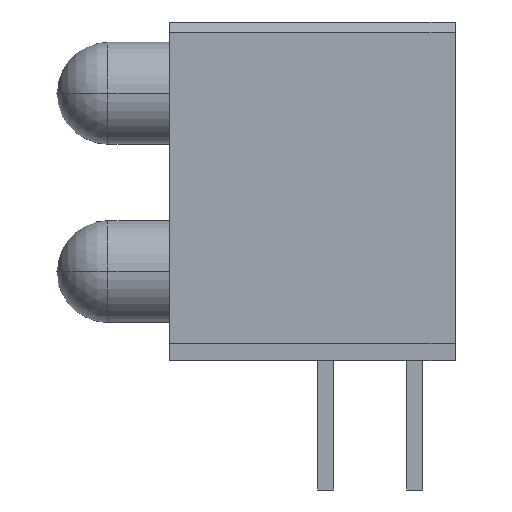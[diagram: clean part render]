
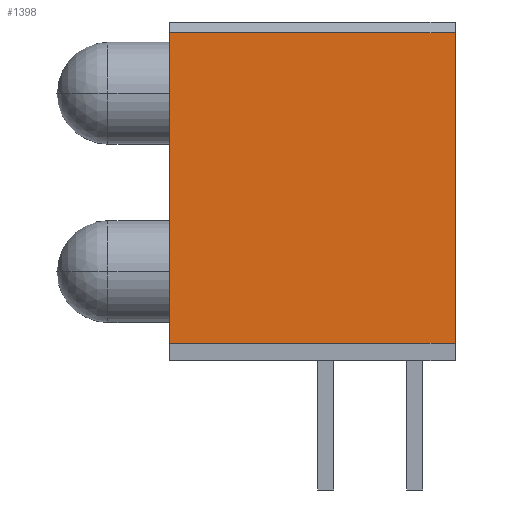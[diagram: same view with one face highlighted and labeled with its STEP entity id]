
A CAD part, front view. The second image highlights one B-rep face of the part: STEP entity #1398.
In plain terms, the highlighted planar face has unit normal (0, -1, 0).
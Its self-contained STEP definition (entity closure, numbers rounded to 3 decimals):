
#1342=CARTESIAN_POINT('',(2.413,-2.16,0.5));
#1343=VERTEX_POINT('',#1342);
#1344=CARTESIAN_POINT('',(-5.715,-2.16,0.5));
#1345=VERTEX_POINT('',#1344);
#1346=CARTESIAN_POINT('',(2.413,-2.16,0.5));
#1347=DIRECTION('',(-1.0,0.0,0.0));
#1348=VECTOR('',#1347,8.128);
#1349=LINE('',#1346,#1348);
#1350=EDGE_CURVE('',#1343,#1345,#1349,.T.);
#1368=CARTESIAN_POINT('',(4.835,-2.16,0.5));
#1369=DIRECTION('',(0.0,-1.0,0.0));
#1370=DIRECTION('',(0.0,0.0,-1.0));
#1371=AXIS2_PLACEMENT_3D('',#1368,#1369,#1370);
#1372=PLANE('',#1371);
#1373=CARTESIAN_POINT('',(-5.715,-2.16,9.35));
#1374=VERTEX_POINT('',#1373);
#1375=CARTESIAN_POINT('',(2.413,-2.16,9.35));
#1376=VERTEX_POINT('',#1375);
#1377=CARTESIAN_POINT('',(-5.715,-2.16,9.35));
#1378=DIRECTION('',(1.0,0.0,0.0));
#1379=VECTOR('',#1378,8.128);
#1380=LINE('',#1377,#1379);
#1381=EDGE_CURVE('',#1374,#1376,#1380,.T.);
#1382=ORIENTED_EDGE('',*,*,#1381,.F.);
#1383=CARTESIAN_POINT('',(-5.715,-2.16,0.5));
#1384=DIRECTION('',(0.0,0.0,1.0));
#1385=VECTOR('',#1384,8.85);
#1386=LINE('',#1383,#1385);
#1387=EDGE_CURVE('',#1345,#1374,#1386,.T.);
#1388=ORIENTED_EDGE('',*,*,#1387,.F.);
#1389=ORIENTED_EDGE('',*,*,#1350,.F.);
#1390=CARTESIAN_POINT('',(2.413,-2.16,0.5));
#1391=DIRECTION('',(0.0,0.0,1.0));
#1392=VECTOR('',#1391,8.85);
#1393=LINE('',#1390,#1392);
#1394=EDGE_CURVE('',#1343,#1376,#1393,.T.);
#1395=ORIENTED_EDGE('',*,*,#1394,.T.);
#1396=EDGE_LOOP('',(#1382,#1388,#1389,#1395));
#1397=FACE_OUTER_BOUND('',#1396,.T.);
#1398=ADVANCED_FACE('',(#1397),#1372,.T.);
